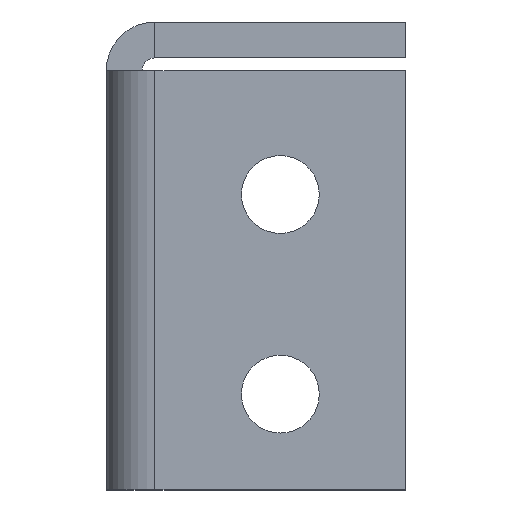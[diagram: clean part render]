
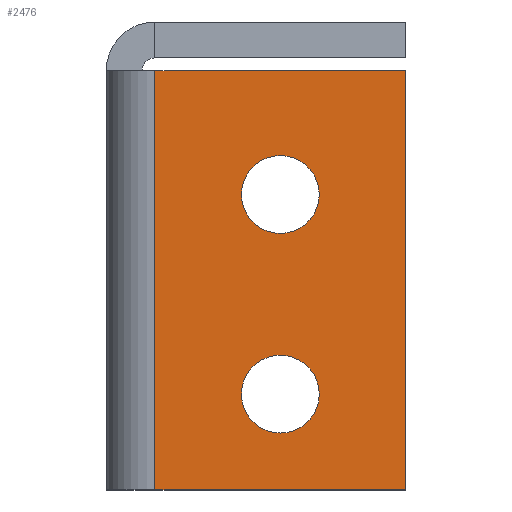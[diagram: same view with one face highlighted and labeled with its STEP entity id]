
A CAD part, left-side view. The second image highlights one B-rep face of the part: STEP entity #2476.
In plain terms, the highlighted planar face has unit normal (-1, 0, 0).
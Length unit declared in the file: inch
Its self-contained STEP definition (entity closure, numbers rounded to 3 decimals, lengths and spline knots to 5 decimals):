
#59 = FACE_OUTER_BOUND ( 'NONE', #992, .T. ) ;
#143 = VECTOR ( 'NONE', #2579, 39.37008 ) ;
#163 = DIRECTION ( 'NONE',  ( 0., 1., 0. ) ) ;
#174 = CARTESIAN_POINT ( 'NONE',  ( 0., -0.436, -0.31 ) ) ;
#182 = VECTOR ( 'NONE', #1549, 39.37008 ) ;
#372 = CARTESIAN_POINT ( 'NONE',  ( 0., -0.122, 0. ) ) ;
#376 = ORIENTED_EDGE ( 'NONE', *, *, #417, .T. ) ;
#417 = EDGE_CURVE ( 'NONE', #1463, #2074, #1790, .T. ) ;
#433 = EDGE_CURVE ( 'NONE', #2106, #1903, #2256, .T. ) ;
#467 = CARTESIAN_POINT ( 'NONE',  ( 0., -0.3385, -0.81 ) ) ;
#518 = DIRECTION ( 'NONE',  ( 0., 1., 0. ) ) ;
#523 = ORIENTED_EDGE ( 'NONE', *, *, #812, .F. ) ;
#692 = CARTESIAN_POINT ( 'NONE',  ( 0., -0.436, -0.81 ) ) ;
#708 = DIRECTION ( 'NONE',  ( 1., 0., 0. ) ) ;
#777 = CARTESIAN_POINT ( 'NONE',  ( 0., -0.122, -1.05 ) ) ;
#809 = EDGE_CURVE ( 'NONE', #876, #1672, #2200, .T. ) ;
#812 = EDGE_CURVE ( 'NONE', #876, #1539, #1960, .T. ) ;
#850 = CARTESIAN_POINT ( 'NONE',  ( 0., -0.3385, -0.31 ) ) ;
#859 = DIRECTION ( 'NONE',  ( 1., 0., 0. ) ) ;
#872 = DIRECTION ( 'NONE',  ( 0., 1., 0. ) ) ;
#876 = VERTEX_POINT ( 'NONE', #777 ) ;
#897 = FACE_BOUND ( 'NONE', #1520, .T. ) ;
#902 = EDGE_CURVE ( 'NONE', #2463, #1539, #2389, .T. ) ;
#904 = CARTESIAN_POINT ( 'NONE',  ( 0., -0.75, -1.05 ) ) ;
#933 = ORIENTED_EDGE ( 'NONE', *, *, #902, .T. ) ;
#951 = CARTESIAN_POINT ( 'NONE',  ( 0., 0., -1.05 ) ) ;
#978 = DIRECTION ( 'NONE',  ( 1., 0., 0. ) ) ;
#992 = EDGE_LOOP ( 'NONE', ( #523, #1764, #2245, #933 ) ) ;
#1085 = FACE_BOUND ( 'NONE', #2121, .T. ) ;
#1110 = CARTESIAN_POINT ( 'NONE',  ( 0., 0., 0. ) ) ;
#1118 = AXIS2_PLACEMENT_3D ( 'NONE', #174, #978, #163 ) ;
#1126 = AXIS2_PLACEMENT_3D ( 'NONE', #1962, #2404, #2376 ) ;
#1190 = CARTESIAN_POINT ( 'NONE',  ( 0., -0.5335, -0.81 ) ) ;
#1198 = DIRECTION ( 'NONE',  ( 0., -1., 0. ) ) ;
#1314 = CARTESIAN_POINT ( 'NONE',  ( 0., -0.436, -0.81 ) ) ;
#1321 = ORIENTED_EDGE ( 'NONE', *, *, #1378, .T. ) ;
#1329 = ORIENTED_EDGE ( 'NONE', *, *, #433, .T. ) ;
#1378 = EDGE_CURVE ( 'NONE', #1903, #2106, #2434, .T. ) ;
#1463 = VERTEX_POINT ( 'NONE', #1190 ) ;
#1469 = CARTESIAN_POINT ( 'NONE',  ( 0., -0.122, 0. ) ) ;
#1517 = PLANE ( 'NONE',  #2572 ) ;
#1520 = EDGE_LOOP ( 'NONE', ( #1321, #1329 ) ) ;
#1539 = VERTEX_POINT ( 'NONE', #1469 ) ;
#1548 = AXIS2_PLACEMENT_3D ( 'NONE', #1314, #2114, #2503 ) ;
#1549 = DIRECTION ( 'NONE',  ( 0., 0., 1. ) ) ;
#1602 = CARTESIAN_POINT ( 'NONE',  ( 0., -0.75, 0. ) ) ;
#1672 = VERTEX_POINT ( 'NONE', #904 ) ;
#1686 = CARTESIAN_POINT ( 'NONE',  ( 0., -0.75, 0. ) ) ;
#1764 = ORIENTED_EDGE ( 'NONE', *, *, #809, .T. ) ;
#1790 = CIRCLE ( 'NONE', #1548, 0.0975 ) ;
#1856 = EDGE_CURVE ( 'NONE', #1672, #2463, #2188, .T. ) ;
#1903 = VERTEX_POINT ( 'NONE', #850 ) ;
#1935 = CARTESIAN_POINT ( 'NONE',  ( 0., -0.5335, -0.31 ) ) ;
#1960 = LINE ( 'NONE', #372, #182 ) ;
#1962 = CARTESIAN_POINT ( 'NONE',  ( 0., -0.436, -0.31 ) ) ;
#1996 = CARTESIAN_POINT ( 'NONE',  ( 0., 0., 0. ) ) ;
#2074 = VERTEX_POINT ( 'NONE', #467 ) ;
#2104 = AXIS2_PLACEMENT_3D ( 'NONE', #692, #708, #518 ) ;
#2106 = VERTEX_POINT ( 'NONE', #1935 ) ;
#2114 = DIRECTION ( 'NONE',  ( 1., 0., 0. ) ) ;
#2121 = EDGE_LOOP ( 'NONE', ( #2207, #376 ) ) ;
#2143 = VECTOR ( 'NONE', #2402, 39.37008 ) ;
#2188 = LINE ( 'NONE', #1602, #2143 ) ;
#2200 = LINE ( 'NONE', #951, #2307 ) ;
#2207 = ORIENTED_EDGE ( 'NONE', *, *, #2547, .T. ) ;
#2245 = ORIENTED_EDGE ( 'NONE', *, *, #1856, .T. ) ;
#2256 = CIRCLE ( 'NONE', #1118, 0.0975 ) ;
#2307 = VECTOR ( 'NONE', #1198, 39.37008 ) ;
#2322 = CIRCLE ( 'NONE', #2104, 0.0975 ) ;
#2376 = DIRECTION ( 'NONE',  ( 0., 1., 0. ) ) ;
#2389 = LINE ( 'NONE', #1996, #143 ) ;
#2402 = DIRECTION ( 'NONE',  ( 0., 0., 1. ) ) ;
#2404 = DIRECTION ( 'NONE',  ( 1., 0., 0. ) ) ;
#2434 = CIRCLE ( 'NONE', #1126, 0.0975 ) ;
#2463 = VERTEX_POINT ( 'NONE', #1686 ) ;
#2476 = ADVANCED_FACE ( 'NONE', ( #897, #1085, #59 ), #1517, .F. ) ;
#2503 = DIRECTION ( 'NONE',  ( 0., 1., 0. ) ) ;
#2547 = EDGE_CURVE ( 'NONE', #2074, #1463, #2322, .T. ) ;
#2572 = AXIS2_PLACEMENT_3D ( 'NONE', #1110, #859, #872 ) ;
#2579 = DIRECTION ( 'NONE',  ( 0., 1., 0. ) ) ;
